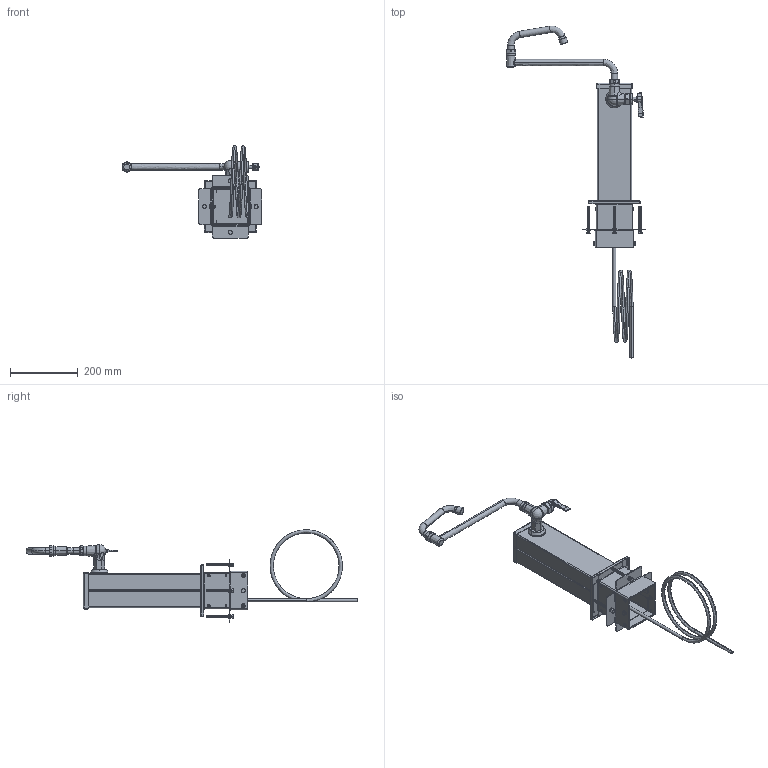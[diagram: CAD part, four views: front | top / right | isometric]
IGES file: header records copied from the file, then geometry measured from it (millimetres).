
Start section: SolidWorks IGES file using analytic representation for surfaces
Global section: file name: AGVPC-T10..IGS; native system: SolidWorks 2017; preprocessor: SolidWorks 2017; author: jorge; date: 181004.132251; units: inch
Bounding box: 411.71 x 977.66 x 272.18 mm (x, y, z)
Surface area: 736794.5 mm2 (no closed solid volume)
Topology: 0 solids, 0 shells, 1342 faces, 9428 edges, 9418 vertices
Faces by surface type: revolution 978, bspline 364
